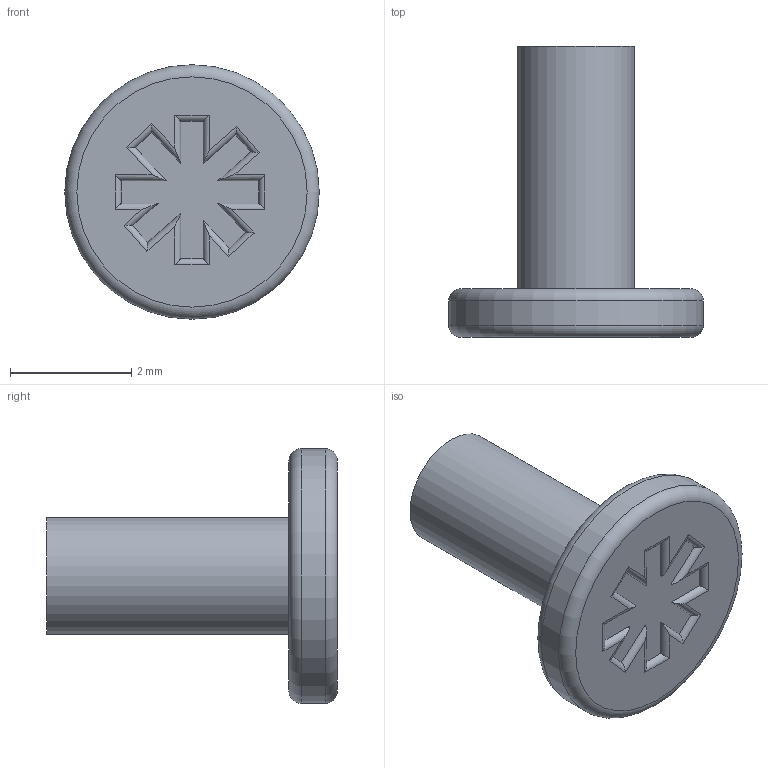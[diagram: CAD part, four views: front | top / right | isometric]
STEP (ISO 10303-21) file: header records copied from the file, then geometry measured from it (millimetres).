
FILE_DESCRIPTION(/* description */ (''),/* implementation_level */ '2;1');
FILE_NAME(/* name */ 'vite_punta_torx.step',/* time_stamp */ '2025-08-07T20:15:22+02:00',/* author */ (''),/* organization */ (''),/* preprocessor_version */ 'ST-DEVELOPER v20.1',/* originating_system */ 'Autodesk Translation Framework v14.10.0.0',/* authorisation */ '');
FILE_SCHEMA (('AUTOMOTIVE_DESIGN { 1 0 10303 214 3 1 1 }'));
Length unit declared in the file: millimetre
Products named in the file (1): vite_punta_torx
Bounding box: 4.2 x 4.8 x 4.2 mm (x, y, z)
Volume: 22.3 mm3; surface area: 61 mm2
Topology: 1 solids, 1 shells, 32 faces, 84 edges, 56 vertices
Faces by surface type: cylinder 26, plane 4, torus 2
Full cylindrical faces by diameter (mm): 1.933 x1, 4.2 x1
Entity records: 1042 total; most frequent: DIRECTION 184, CARTESIAN_POINT 173, ORIENTED_EDGE 168, EDGE_CURVE 84, AXIS2_PLACEMENT_3D 67, VERTEX_POINT 56, LINE 50, VECTOR 50
